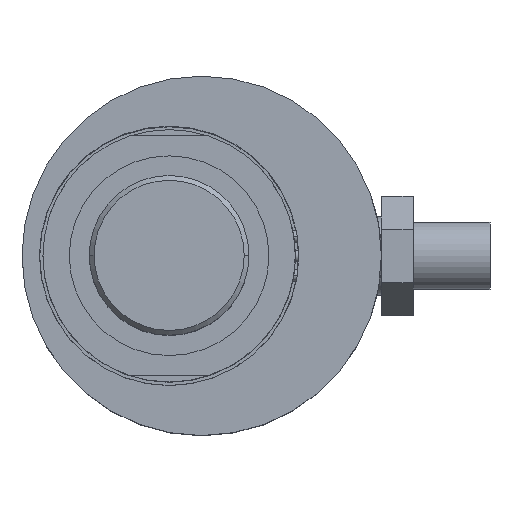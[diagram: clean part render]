
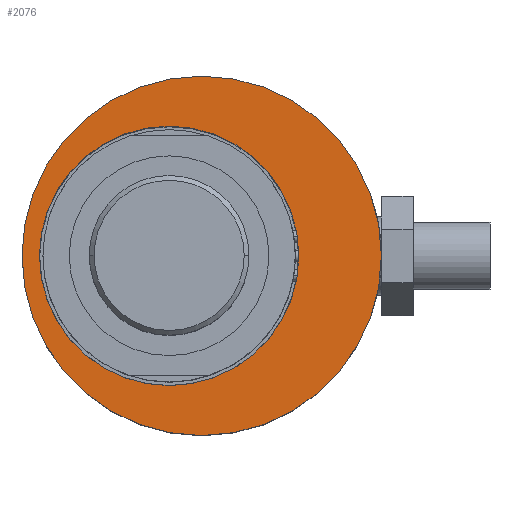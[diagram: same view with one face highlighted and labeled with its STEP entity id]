
A CAD part, top view. The second image highlights one B-rep face of the part: STEP entity #2076.
In plain terms, the highlighted planar face has unit normal (0, 0, 1).
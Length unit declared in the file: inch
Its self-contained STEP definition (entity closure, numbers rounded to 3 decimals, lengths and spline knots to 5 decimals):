
#1670=CARTESIAN_POINT('',(-0.6645,0.,0.275));
#1671=VERTEX_POINT('',#1670);
#1680=CARTESIAN_POINT('',(0.4605,0.,0.275));
#1681=VERTEX_POINT('',#1680);
#1682=CARTESIAN_POINT('',(-0.102,0.,0.275));
#1683=DIRECTION('',(0.0,0.0,-1.0));
#1684=DIRECTION('',(-1.0,0.0,0.0));
#1685=AXIS2_PLACEMENT_3D('',#1682,#1683,#1684);
#1686=CIRCLE('',#1685,0.5625);
#1687=EDGE_CURVE('',#1671,#1681,#1686,.T.);
#1820=CARTESIAN_POINT('',(0.406,0.,0.275));
#1821=VERTEX_POINT('',#1820);
#1828=CARTESIAN_POINT('',(-0.406,0.,0.275));
#1829=VERTEX_POINT('',#1828);
#1830=CARTESIAN_POINT('',(0.,0.,0.275));
#1831=DIRECTION('',(0.0,0.0,-1.0));
#1832=DIRECTION('',(-1.0,0.0,0.0));
#1833=AXIS2_PLACEMENT_3D('',#1830,#1831,#1832);
#1834=CIRCLE('',#1833,0.406);
#1835=EDGE_CURVE('',#1829,#1821,#1834,.T.);
#1904=CARTESIAN_POINT('',(0.,0.,0.275));
#1905=DIRECTION('',(0.0,0.0,-1.0));
#1906=DIRECTION('',(-1.0,0.0,0.0));
#1907=AXIS2_PLACEMENT_3D('',#1904,#1905,#1906);
#1908=CIRCLE('',#1907,0.406);
#1909=EDGE_CURVE('',#1821,#1829,#1908,.T.);
#2053=CARTESIAN_POINT('',(-0.102,0.,0.275));
#2054=DIRECTION('',(0.0,0.0,-1.0));
#2055=DIRECTION('',(-1.0,0.0,0.0));
#2056=AXIS2_PLACEMENT_3D('',#2053,#2054,#2055);
#2057=CIRCLE('',#2056,0.5625);
#2058=EDGE_CURVE('',#1681,#1671,#2057,.T.);
#2063=CARTESIAN_POINT('',(-0.6645,0.,0.275));
#2064=DIRECTION('',(0.0,0.0,1.0));
#2065=DIRECTION('',(-1.0,0.0,0.0));
#2066=AXIS2_PLACEMENT_3D('',#2063,#2064,#2065);
#2067=PLANE('',#2066);
#2068=ORIENTED_EDGE('',*,*,#1687,.F.);
#2069=ORIENTED_EDGE('',*,*,#2058,.F.);
#2070=EDGE_LOOP('',(#2068,#2069));
#2071=FACE_OUTER_BOUND('',#2070,.T.);
#2072=ORIENTED_EDGE('',*,*,#1909,.T.);
#2073=ORIENTED_EDGE('',*,*,#1835,.T.);
#2074=EDGE_LOOP('',(#2072,#2073));
#2075=FACE_BOUND('',#2074,.T.);
#2076=ADVANCED_FACE('',(#2071,#2075),#2067,.T.);
